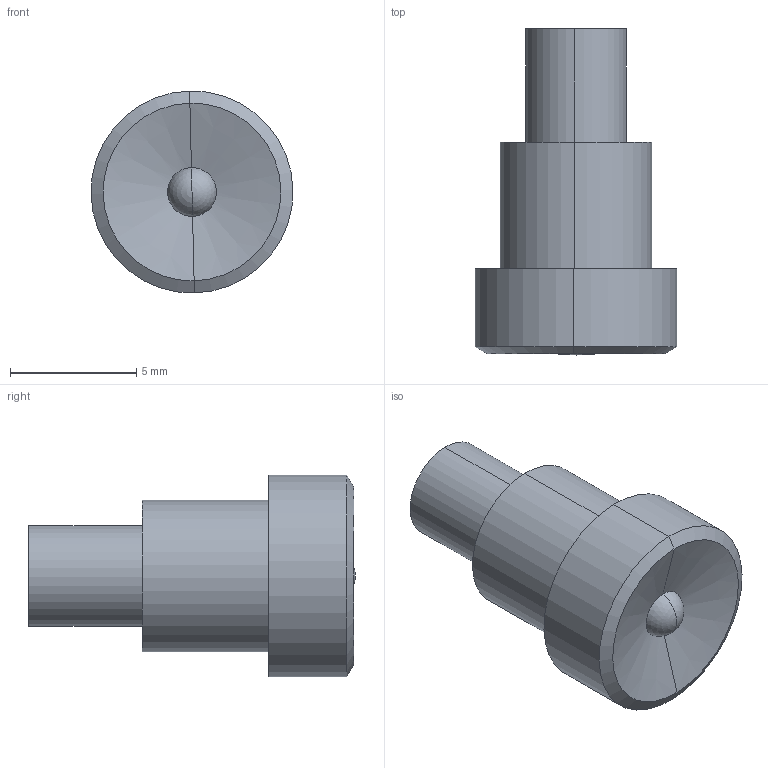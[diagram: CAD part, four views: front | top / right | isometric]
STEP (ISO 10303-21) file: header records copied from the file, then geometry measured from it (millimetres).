
FILE_DESCRIPTION(('CoCreate Modeling STEP Export'),'2;1');
FILE_NAME('m11.stp','2011-05-24T11:18:02',(''),(''),'CoCreate Modeling STEP processor for AP214 (Solid Model)','CoCreate Modeling 18.0P1120 20-Nov-2010 (C) Parametric Technology GmbH','');
FILE_SCHEMA(('AUTOMOTIVE_DESIGN { 1 0 10303 214 1 1 1 1 }'));
Length unit declared in the file: millimetre
Products named in the file (1): BODY_20____SOL8970_-_WSP_BRAS_L.PRT
Bounding box: 8 x 12.93 x 8 mm (x, y, z)
Volume: 355.1 mm3; surface area: 333.8 mm2
Topology: 1 solids, 1 shells, 15 faces, 30 edges, 17 vertices
Faces by surface type: cylinder 6, cone 4, plane 3, sphere 2
Entity records: 357 total; most frequent: DIRECTION 60, ORIENTED_EDGE 56, CARTESIAN_POINT 52, EDGE_CURVE 28, AXIS2_PLACEMENT_3D 25, VERTEX_POINT 17, EDGE_LOOP 17, FACE_OUTER_BOUND 15
